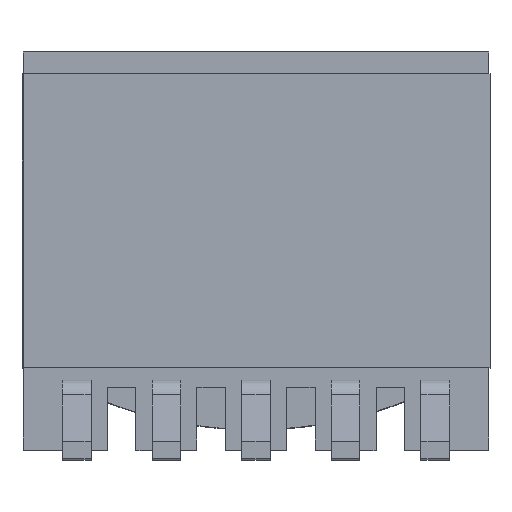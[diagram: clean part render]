
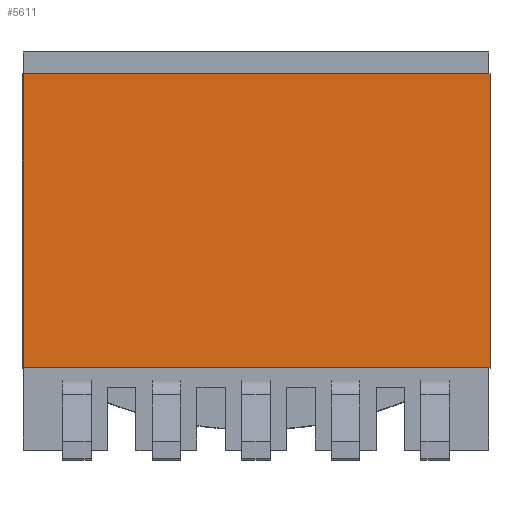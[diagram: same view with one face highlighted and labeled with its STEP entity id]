
A CAD part, top view. The second image highlights one B-rep face of the part: STEP entity #5611.
In plain terms, the highlighted planar face has unit normal (0, 0, 1).
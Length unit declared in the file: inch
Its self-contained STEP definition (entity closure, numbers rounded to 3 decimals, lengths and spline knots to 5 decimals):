
#765=DIRECTION('',(1.,0.,0.));
#766=VECTOR('',#765,13.03);
#767=CARTESIAN_POINT('',(-6.5,6.61,13.03));
#768=LINE('',#767,#766);
#1983=DIRECTION('',(-1.,0.,0.));
#1984=VECTOR('',#1983,13.03);
#1985=CARTESIAN_POINT('',(6.53,14.79987,13.03));
#1986=LINE('',#1985,#1984);
#2003=DIRECTION('',(0.,-1.,0.));
#2004=VECTOR('',#2003,8.18987);
#2005=CARTESIAN_POINT('',(6.53,14.79987,13.03));
#2006=LINE('',#2005,#2004);
#2007=DIRECTION('',(0.,1.,0.));
#2008=VECTOR('',#2007,8.18987);
#2009=CARTESIAN_POINT('',(-6.5,6.61,13.03));
#2010=LINE('',#2009,#2008);
#2527=CARTESIAN_POINT('',(6.53,14.79987,13.03));
#2528=CARTESIAN_POINT('',(6.53,6.61,13.03));
#2529=VERTEX_POINT('',#2527);
#2530=VERTEX_POINT('',#2528);
#2531=CARTESIAN_POINT('',(-6.5,6.61,13.03));
#2532=CARTESIAN_POINT('',(-6.5,14.79987,13.03));
#2533=VERTEX_POINT('',#2531);
#2534=VERTEX_POINT('',#2532);
#5600=CARTESIAN_POINT('',(0.,0.,13.03));
#5601=DIRECTION('',(0.,0.,-1.));
#5602=DIRECTION('',(-1.,0.,0.));
#5603=AXIS2_PLACEMENT_3D('',#5600,#5601,#5602);
#5604=PLANE('',#5603);
#5605=ORIENTED_EDGE('',*,*,#5565,.F.);
#5606=ORIENTED_EDGE('',*,*,#5593,.T.);
#5607=ORIENTED_EDGE('',*,*,#3752,.F.);
#5608=ORIENTED_EDGE('',*,*,#3695,.T.);
#5609=EDGE_LOOP('',(#5605,#5606,#5607,#5608));
#5610=FACE_OUTER_BOUND('',#5609,.F.);
#3695=EDGE_CURVE('',#2533,#2534,#2010,.T.);
#3752=EDGE_CURVE('',#2533,#2530,#768,.T.);
#5565=EDGE_CURVE('',#2529,#2534,#1986,.T.);
#5593=EDGE_CURVE('',#2529,#2530,#2006,.T.);
#5611=ADVANCED_FACE('',(#5610),#5604,.F.);
